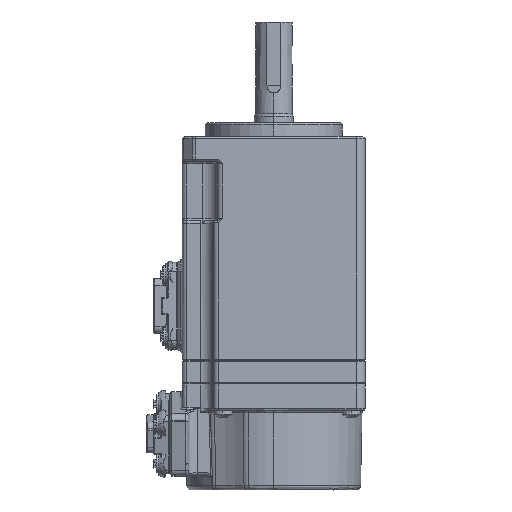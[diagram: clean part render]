
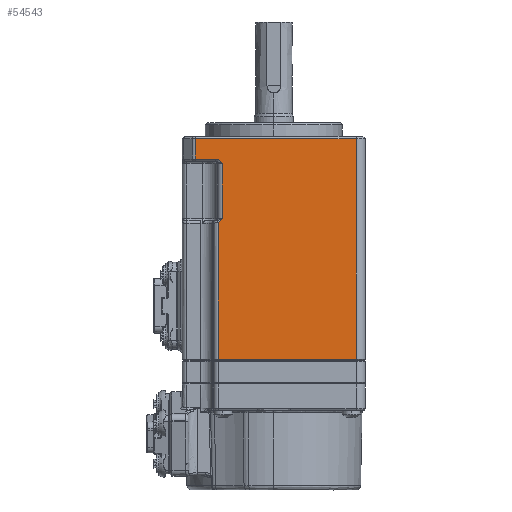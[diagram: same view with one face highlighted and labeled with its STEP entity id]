
A CAD part, left-side view. The second image highlights one B-rep face of the part: STEP entity #54543.
In plain terms, the highlighted free-form (B-spline) face has degree [1, 1] with [2, 2] control points.
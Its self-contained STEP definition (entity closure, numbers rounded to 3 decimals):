
#54543 = ADVANCED_FACE('',(#54544),#54674,.T.);
#54544 = FACE_BOUND('',#54545,.T.);
#54545 = EDGE_LOOP('',(#54546,#54556,#54564,#54572,#54580,#54588,#54596,
    #54604,#54612,#54620,#54628,#54636,#54644,#54652,#54660,#54668));
#54546 = ORIENTED_EDGE('',*,*,#54547,.T.);
#54547 = EDGE_CURVE('',#54548,#54550,#54552,.T.);
#54548 = VERTEX_POINT('',#54549);
#54549 = CARTESIAN_POINT('',(-20.,12.208,-18.896));
#54550 = VERTEX_POINT('',#54551);
#54551 = CARTESIAN_POINT('',(-20.,12.208,-48.8));
#54552 = LINE('',#54553,#54554);
#54553 = CARTESIAN_POINT('',(-20.,12.208,-18.896));
#54554 = VECTOR('',#54555,1.);
#54555 = DIRECTION('',(0.,0.,-1.));
#54556 = ORIENTED_EDGE('',*,*,#54557,.T.);
#54557 = EDGE_CURVE('',#54550,#54558,#54560,.T.);
#54558 = VERTEX_POINT('',#54559);
#54559 = CARTESIAN_POINT('',(-20.,-18.,-48.8));
#54560 = LINE('',#54561,#54562);
#54561 = CARTESIAN_POINT('',(-20.,12.208,-48.8));
#54562 = VECTOR('',#54563,1.);
#54563 = DIRECTION('',(0.,-1.,0.));
#54564 = ORIENTED_EDGE('',*,*,#54565,.T.);
#54565 = EDGE_CURVE('',#54558,#54566,#54568,.T.);
#54566 = VERTEX_POINT('',#54567);
#54567 = CARTESIAN_POINT('',(-20.,-18.,-0.5));
#54568 = LINE('',#54569,#54570);
#54569 = CARTESIAN_POINT('',(-20.,-18.,-48.8));
#54570 = VECTOR('',#54571,1.);
#54571 = DIRECTION('',(0.,0.,1.));
#54572 = ORIENTED_EDGE('',*,*,#54573,.T.);
#54573 = EDGE_CURVE('',#54566,#54574,#54576,.T.);
#54574 = VERTEX_POINT('',#54575);
#54575 = CARTESIAN_POINT('',(-20.,17.186,-0.5));
#54576 = LINE('',#54577,#54578);
#54577 = CARTESIAN_POINT('',(-20.,-18.,-0.5));
#54578 = VECTOR('',#54579,1.);
#54579 = DIRECTION('',(0.,1.,0.));
#54580 = ORIENTED_EDGE('',*,*,#54581,.T.);
#54581 = EDGE_CURVE('',#54574,#54582,#54584,.T.);
#54582 = VERTEX_POINT('',#54583);
#54583 = CARTESIAN_POINT('',(-20.,17.186,-5.));
#54584 = LINE('',#54585,#54586);
#54585 = CARTESIAN_POINT('',(-20.,17.186,-0.5));
#54586 = VECTOR('',#54587,1.);
#54587 = DIRECTION('',(0.,0.,-1.));
#54588 = ORIENTED_EDGE('',*,*,#54589,.T.);
#54589 = EDGE_CURVE('',#54582,#54590,#54592,.T.);
#54590 = VERTEX_POINT('',#54591);
#54591 = CARTESIAN_POINT('',(-20.,12.691,-5.));
#54592 = LINE('',#54593,#54594);
#54593 = CARTESIAN_POINT('',(-20.,17.186,-5.));
#54594 = VECTOR('',#54595,1.);
#54595 = DIRECTION('',(0.,-1.,0.));
#54596 = ORIENTED_EDGE('',*,*,#54597,.T.);
#54597 = EDGE_CURVE('',#54590,#54598,#54600,.T.);
#54598 = VERTEX_POINT('',#54599);
#54599 = CARTESIAN_POINT('',(-20.,12.25,-5.086));
#54600 = B_SPLINE_CURVE_WITH_KNOTS('',2,(#54601,#54602,#54603),
  .UNSPECIFIED.,.F.,.F.,(3,3),(0.,0.25),.PIECEWISE_BEZIER_KNOTS.);
#54601 = CARTESIAN_POINT('',(-20.,12.691,-5.));
#54602 = CARTESIAN_POINT('',(-20.,12.468,-5.));
#54603 = CARTESIAN_POINT('',(-20.,12.25,-5.086));
#54604 = ORIENTED_EDGE('',*,*,#54605,.T.);
#54605 = EDGE_CURVE('',#54598,#54606,#54608,.T.);
#54606 = VERTEX_POINT('',#54607);
#54607 = CARTESIAN_POINT('',(-20.,11.862,-5.317));
#54608 = B_SPLINE_CURVE_WITH_KNOTS('',2,(#54609,#54610,#54611),
  .UNSPECIFIED.,.F.,.F.,(3,3),(0.25,0.5),.PIECEWISE_BEZIER_KNOTS.);
#54609 = CARTESIAN_POINT('',(-20.,12.25,-5.086));
#54610 = CARTESIAN_POINT('',(-20.,12.048,-5.166));
#54611 = CARTESIAN_POINT('',(-20.,11.862,-5.317));
#54612 = ORIENTED_EDGE('',*,*,#54613,.T.);
#54613 = EDGE_CURVE('',#54606,#54614,#54616,.T.);
#54614 = VERTEX_POINT('',#54615);
#54615 = CARTESIAN_POINT('',(-20.,11.547,-5.637));
#54616 = B_SPLINE_CURVE_WITH_KNOTS('',2,(#54617,#54618,#54619),
  .UNSPECIFIED.,.F.,.F.,(3,3),(0.5,0.75),.PIECEWISE_BEZIER_KNOTS.);
#54617 = CARTESIAN_POINT('',(-20.,11.862,-5.317));
#54618 = CARTESIAN_POINT('',(-20.,11.705,-5.445));
#54619 = CARTESIAN_POINT('',(-20.,11.547,-5.637));
#54620 = ORIENTED_EDGE('',*,*,#54621,.T.);
#54621 = EDGE_CURVE('',#54614,#54622,#54624,.T.);
#54622 = VERTEX_POINT('',#54623);
#54623 = CARTESIAN_POINT('',(-20.,11.409,-5.816));
#54624 = B_SPLINE_CURVE_WITH_KNOTS('',2,(#54625,#54626,#54627),
  .UNSPECIFIED.,.F.,.F.,(3,3),(0.75,0.875),.PIECEWISE_BEZIER_KNOTS.);
#54625 = CARTESIAN_POINT('',(-20.,11.547,-5.637));
#54626 = CARTESIAN_POINT('',(-20.,11.483,-5.715));
#54627 = CARTESIAN_POINT('',(-20.,11.409,-5.816));
#54628 = ORIENTED_EDGE('',*,*,#54629,.T.);
#54629 = EDGE_CURVE('',#54622,#54630,#54632,.T.);
#54630 = VERTEX_POINT('',#54631);
#54631 = CARTESIAN_POINT('',(-20.,11.277,-6.));
#54632 = B_SPLINE_CURVE_WITH_KNOTS('',2,(#54633,#54634,#54635),
  .UNSPECIFIED.,.F.,.F.,(3,3),(0.875,1.),.PIECEWISE_BEZIER_KNOTS.);
#54633 = CARTESIAN_POINT('',(-20.,11.409,-5.816));
#54634 = CARTESIAN_POINT('',(-20.,11.364,-5.877));
#54635 = CARTESIAN_POINT('',(-20.,11.277,-6.));
#54636 = ORIENTED_EDGE('',*,*,#54637,.T.);
#54637 = EDGE_CURVE('',#54630,#54638,#54640,.T.);
#54638 = VERTEX_POINT('',#54639);
#54639 = CARTESIAN_POINT('',(-20.,11.277,-18.));
#54640 = LINE('',#54641,#54642);
#54641 = CARTESIAN_POINT('',(-20.,11.277,-6.));
#54642 = VECTOR('',#54643,1.);
#54643 = DIRECTION('',(0.,0.,-1.));
#54644 = ORIENTED_EDGE('',*,*,#54645,.T.);
#54645 = EDGE_CURVE('',#54638,#54646,#54648,.T.);
#54646 = VERTEX_POINT('',#54647);
#54647 = CARTESIAN_POINT('',(-20.,11.372,-18.134));
#54648 = B_SPLINE_CURVE_WITH_KNOTS('',2,(#54649,#54650,#54651),
  .UNSPECIFIED.,.F.,.F.,(3,3),(0.,0.125),.PIECEWISE_BEZIER_KNOTS.);
#54649 = CARTESIAN_POINT('',(-20.,11.277,-18.));
#54650 = CARTESIAN_POINT('',(-20.,11.34,-18.089));
#54651 = CARTESIAN_POINT('',(-20.,11.372,-18.134));
#54652 = ORIENTED_EDGE('',*,*,#54653,.T.);
#54653 = EDGE_CURVE('',#54646,#54654,#54656,.T.);
#54654 = VERTEX_POINT('',#54655);
#54655 = CARTESIAN_POINT('',(-20.,11.47,-18.266));
#54656 = B_SPLINE_CURVE_WITH_KNOTS('',2,(#54657,#54658,#54659),
  .UNSPECIFIED.,.F.,.F.,(3,3),(0.125,0.25),.PIECEWISE_BEZIER_KNOTS.);
#54657 = CARTESIAN_POINT('',(-20.,11.372,-18.134));
#54658 = CARTESIAN_POINT('',(-20.,11.426,-18.208));
#54659 = CARTESIAN_POINT('',(-20.,11.47,-18.266));
#54660 = ORIENTED_EDGE('',*,*,#54661,.T.);
#54661 = EDGE_CURVE('',#54654,#54662,#54664,.T.);
#54662 = VERTEX_POINT('',#54663);
#54663 = CARTESIAN_POINT('',(-20.,11.682,-18.516));
#54664 = B_SPLINE_CURVE_WITH_KNOTS('',2,(#54665,#54666,#54667),
  .UNSPECIFIED.,.F.,.F.,(3,3),(0.25,0.5),.PIECEWISE_BEZIER_KNOTS.);
#54665 = CARTESIAN_POINT('',(-20.,11.47,-18.266));
#54666 = CARTESIAN_POINT('',(-20.,11.58,-18.409));
#54667 = CARTESIAN_POINT('',(-20.,11.682,-18.516));
#54668 = ORIENTED_EDGE('',*,*,#54669,.T.);
#54669 = EDGE_CURVE('',#54662,#54548,#54670,.T.);
#54670 = B_SPLINE_CURVE_WITH_KNOTS('',2,(#54671,#54672,#54673),
  .UNSPECIFIED.,.F.,.F.,(3,3),(0.5,1.),.PIECEWISE_BEZIER_KNOTS.);
#54671 = CARTESIAN_POINT('',(-20.,11.682,-18.516));
#54672 = CARTESIAN_POINT('',(-20.,11.93,-18.775));
#54673 = CARTESIAN_POINT('',(-20.,12.208,-18.896));
#54674 = B_SPLINE_SURFACE_WITH_KNOTS('',1,1,(
    (#54675,#54676)
    ,(#54677,#54678
    )),.UNSPECIFIED.,.F.,.F.,.F.,(2,2),(2,2),(0.,1.),(0.,1.),
  .PIECEWISE_BEZIER_KNOTS.);
#54675 = CARTESIAN_POINT('',(-20.,-18.,-48.8));
#54676 = CARTESIAN_POINT('',(-20.,17.186,-48.8));
#54677 = CARTESIAN_POINT('',(-20.,-18.,-0.5));
#54678 = CARTESIAN_POINT('',(-20.,17.186,-0.5));
